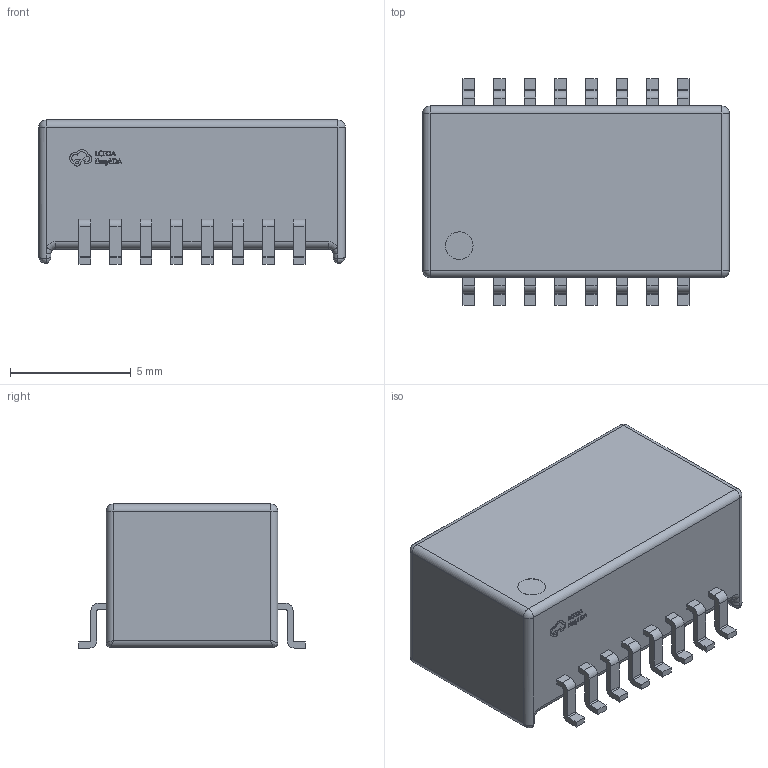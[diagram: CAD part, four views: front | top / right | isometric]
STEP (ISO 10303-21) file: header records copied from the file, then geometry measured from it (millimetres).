
FILE_DESCRIPTION(/* description */ ('STEP AP214'),/* implementation_level */ '2;1');
FILE_NAME(/* name */ 'B1603S.step',/* time_stamp */ '2024-11-26T16:55:44+08:00',/* author */ (''),/* organization */ (''),/* preprocessor_version */ 'ST-DEVELOPER v20',/* originating_system */ 'Autodesk Translation Framework v13.20.0.188',/* authorisation */ '');
FILE_SCHEMA (('AUTOMOTIVE_DESIGN { 1 0 10303 214 3 1 1 }'));
Length unit declared in the file: millimetre
Products named in the file (1): XFMR-SMD_16P-L12.7-W7.1-P1.27-LS9.4-BL
Bounding box: 12.7 x 9.4 x 5.97 mm (x, y, z)
Volume: 418.7 mm3; surface area: 492.8 mm2
Topology: 14 solids, 14 shells, 554 faces, 1478 edges, 964 vertices
Faces by surface type: plane 334, bspline 126, cylinder 86, sphere 4, torus 4
Entity records: 18919 total; most frequent: CARTESIAN_POINT 4985, ORIENTED_EDGE 2932, DIRECTION 2424, EDGE_CURVE 1466, LINE 1050, VECTOR 1050, VERTEX_POINT 964, AXIS2_PLACEMENT_3D 687
